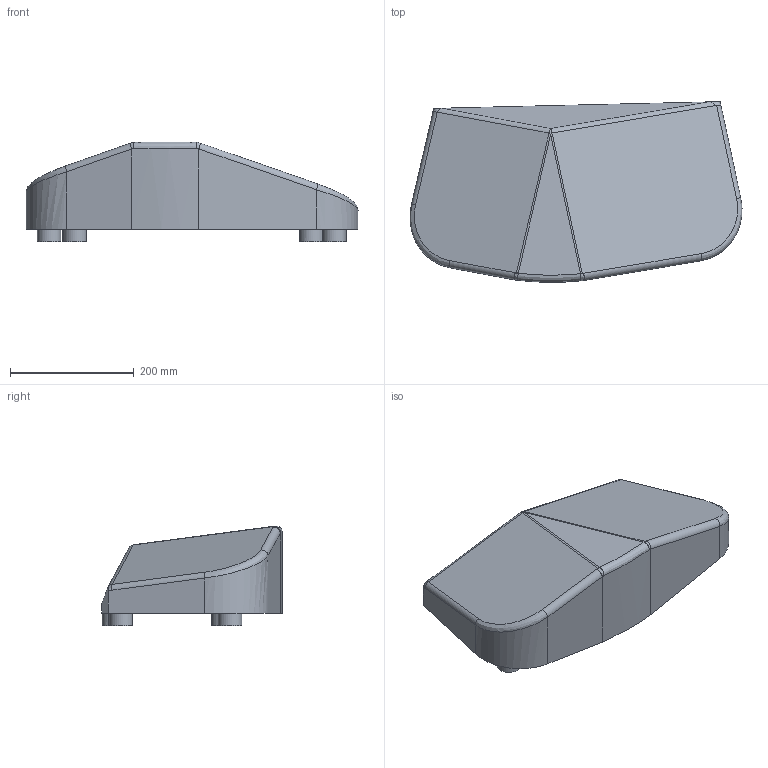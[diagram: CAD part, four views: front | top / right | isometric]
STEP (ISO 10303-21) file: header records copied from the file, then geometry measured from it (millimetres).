
FILE_DESCRIPTION(('FreeCAD Model'),'2;1');
FILE_NAME('tmpKuwFAw','2018-10-30T01:38:48',('FreeCAD'),('FreeCAD') ,'Open CASCADE STEP processor 7.3','FreeCAD','Unknown');
FILE_SCHEMA(('AUTOMOTIVE_DESIGN { 1 0 10303 214 1 1 1 1 }'));
Length unit declared in the file: millimetre
Products named in the file (1): Open CASCADE STEP translator 7.3 1
Bounding box: 537.13 x 292.43 x 161.45 mm (x, y, z)
Volume: 12031047.2 mm3; surface area: 392330.5 mm2
Topology: 1 solids, 1 shells, 46 faces, 93 edges, 56 vertices
Faces by surface type: plane 19, cylinder 16, bspline 8, extrusion 3
Full cylindrical faces by diameter (mm): 4.2 x4, 38.1 x4
Entity records: 6212 total; most frequent: CARTESIAN_POINT 4452, DIRECTION 268, ORIENTED_EDGE 186, PCURVE 186, DEFINITIONAL_REPRESENTATION 186, VECTOR 132, LINE 129, B_SPLINE_CURVE_WITH_KNOTS 104
